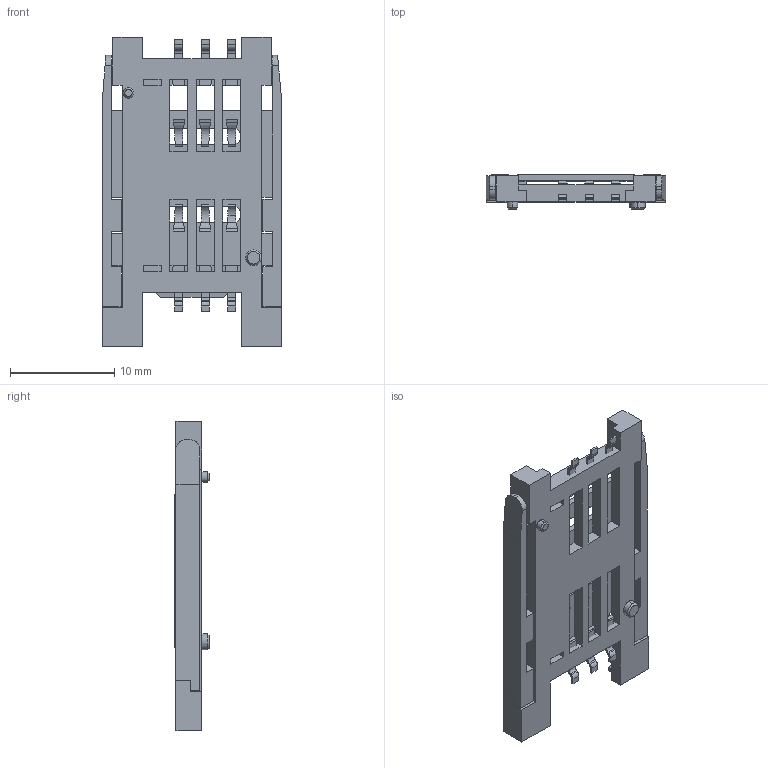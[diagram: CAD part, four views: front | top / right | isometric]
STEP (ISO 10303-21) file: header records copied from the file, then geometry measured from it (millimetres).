
FILE_DESCRIPTION (( 'STEP AP214' ), '1' );
FILE_NAME ('User Library-SIM5060-6-0-26-01-A.STEP', '2015-07-24T07:56:13', ( 'Windows User' ), ( '' ), 'SwSTEP 2.0', 'SolidWorks 2015', '' );
FILE_SCHEMA (( 'AUTOMOTIVE_DESIGN' ));
Length unit declared in the file: millimetre
Products named in the file (9): User Library-SIM5060-6-0-26-01-A_C703DATA_3-1; User Library-SIM5060-6-0-26-01-A_C703DATA_2-1; User Library-SIM5060-6-0-26-01-A_C703DATA_1-1; User Library-SIM5060-6-0-26-01-A_C703DATA-1; User Library-SIM5060-6-0-26-01-A_C703COVER-1; User Library-SIM5060-6-0-26-01-A_6-base-with-1; User Library-SIM5060-6-0-26-01-A; User Library-SIM5060-6-0-26-01-A_C703DATA_5-1; User Library-SIM5060-6-0-26-01-A_C703DATA_4-1
Assembly tree (8 placements, depth 2):
  User Library-SIM5060-6-0-26-01-A
    User Library-SIM5060-6-0-26-01-A_6-base-with-1
    User Library-SIM5060-6-0-26-01-A_C703COVER-1
    User Library-SIM5060-6-0-26-01-A_C703DATA-1
    User Library-SIM5060-6-0-26-01-A_C703DATA_1-1
    User Library-SIM5060-6-0-26-01-A_C703DATA_2-1
    User Library-SIM5060-6-0-26-01-A_C703DATA_3-1
    User Library-SIM5060-6-0-26-01-A_C703DATA_4-1
    User Library-SIM5060-6-0-26-01-A_C703DATA_5-1
Bounding box: 17.2 x 3.3 x 29.64 mm (x, y, z)
Volume: 603.9 mm3; surface area: 1847.7 mm2
Topology: 14 solids, 14 shells, 609 faces, 1638 edges, 1074 vertices
Faces by surface type: plane 480, cylinder 77, bspline 48, cone 4
Entity records: 21863 total; most frequent: CARTESIAN_POINT 6195, ORIENTED_EDGE 3276, DIRECTION 2802, EDGE_CURVE 1638, VECTOR 1422, LINE 1422, VERTEX_POINT 1074, AXIS2_PLACEMENT_3D 690
